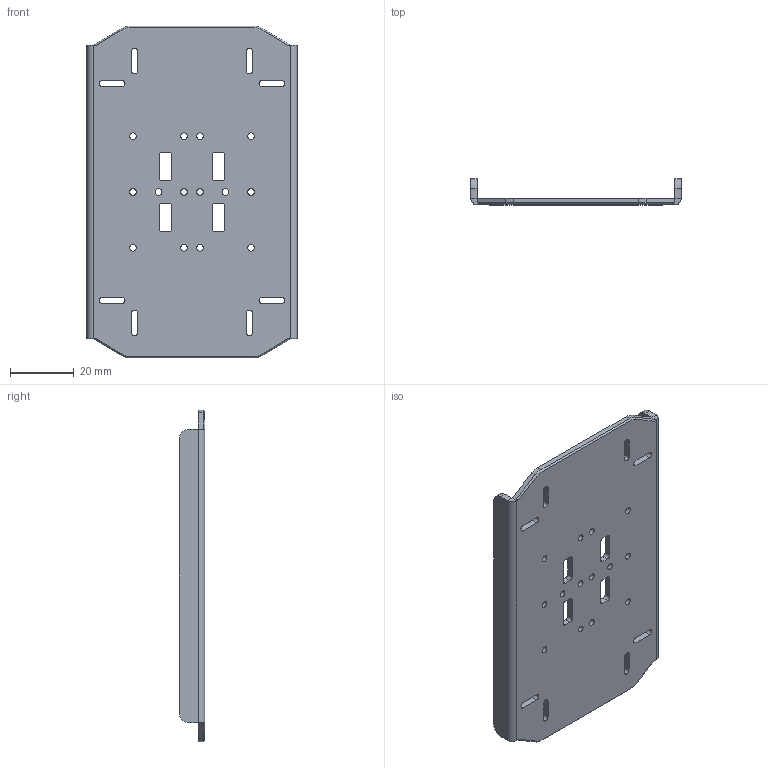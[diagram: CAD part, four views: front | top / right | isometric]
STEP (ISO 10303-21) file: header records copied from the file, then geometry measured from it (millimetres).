
FILE_DESCRIPTION(/* description */ (''),/* implementation_level */ '2;1');
FILE_NAME(/* name */ '18_FR07_E160.step',/* time_stamp */ '2011-05-25T18:13:11-04:00',/* author */ (''),/* organization */ (''),/* preprocessor_version */ 'ST-DEVELOPER v11',/* originating_system */ 'SIEMENS PLM Software NX 7.0',/* authorisation */ '');
FILE_SCHEMA (('AUTOMOTIVE_DESIGN { 1 0 10303 214 1 1 1 1 }'));
Length unit declared in the file: millimetre
Products named in the file (1): 18_FR07_E160
Bounding box: 66 x 8 x 104 mm (x, y, z)
Volume: 14788.1 mm3; surface area: 16102.7 mm2
Topology: 1 solids, 1 shells, 162 faces, 432 edges, 272 vertices
Faces by surface type: cylinder 70, plane 60, cone 32
Entity records: 5172 total; most frequent: DIRECTION 930, CARTESIAN_POINT 867, ORIENTED_EDGE 864, EDGE_CURVE 432, AXIS2_PLACEMENT_3D 335, VERTEX_POINT 272, LINE 260, VECTOR 260
